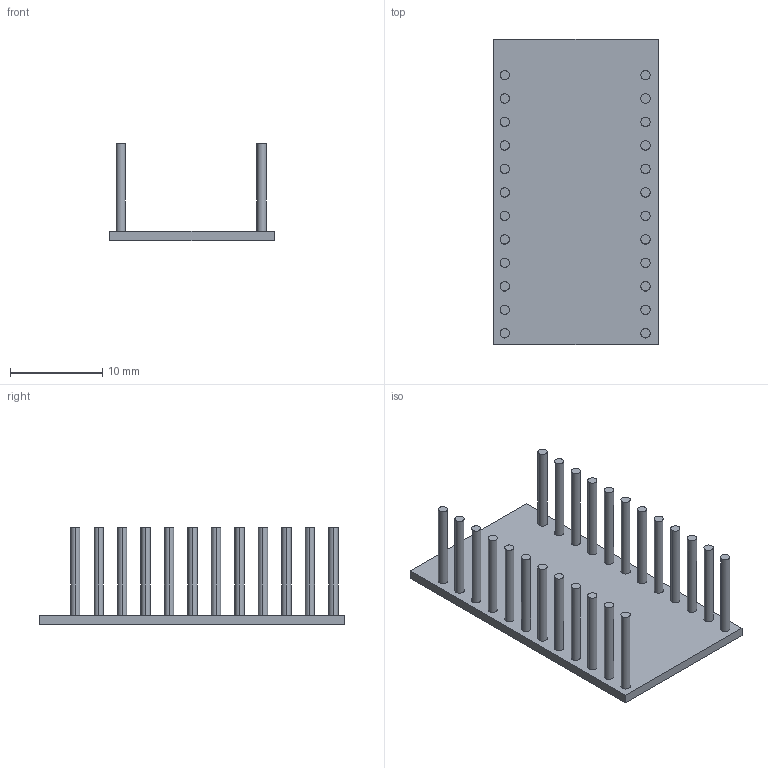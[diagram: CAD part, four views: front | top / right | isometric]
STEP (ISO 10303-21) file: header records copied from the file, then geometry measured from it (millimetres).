
FILE_DESCRIPTION(('CATIA V5 STEP Exchange'),'2;1');
FILE_NAME('Arduino Mini Pro.stp','2014-09-04T20:17:00+00:00',('none'),('none'),'CATIA Version 5 Release 19 GA (IN-10)','CATIA V5 STEP AP203','none');
FILE_SCHEMA(('CONFIG_CONTROL_DESIGN'));
Length unit declared in the file: millimetre
Products named in the file (1): Arduino Mini Pro
Bounding box: 17.8 x 33 x 10.5 mm (x, y, z)
Volume: 766.5 mm3; surface area: 1992.7 mm2
Topology: 1 solids, 1 shells, 78 faces, 160 edges, 109 vertices
Faces by surface type: cylinder 48, plane 30
Entity records: 1823 total; most frequent: ORIENTED_EDGE 312, CARTESIAN_POINT 304, DIRECTION 222, EDGE_CURVE 156, AXIS2_PLACEMENT_3D 128, VERTEX_POINT 104, EDGE_LOOP 102, CIRCLE 96
